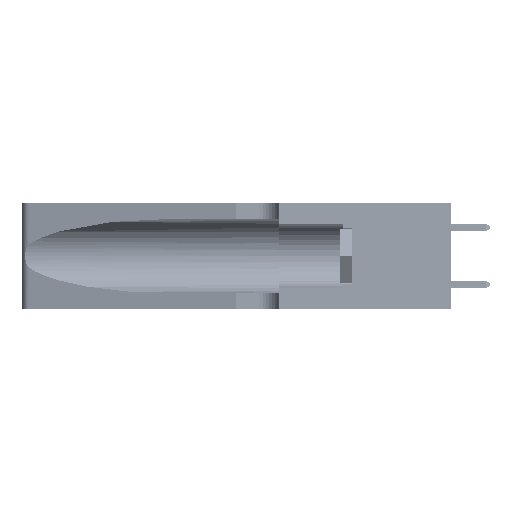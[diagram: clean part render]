
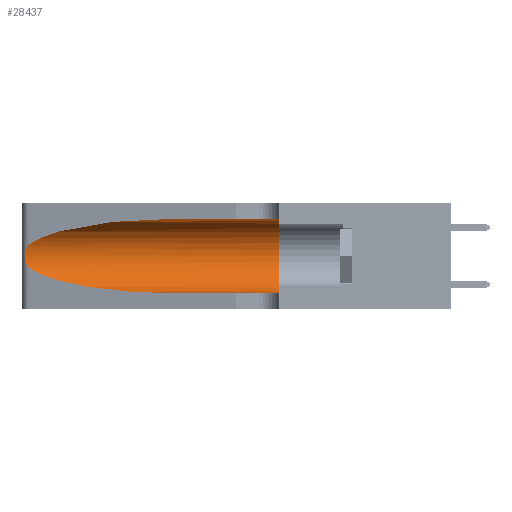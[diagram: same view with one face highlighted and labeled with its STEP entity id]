
A CAD part, left-side view. The second image highlights one B-rep face of the part: STEP entity #28437.
In plain terms, the highlighted cylindrical face has radius 3.308 mm (diameter 6.617 mm), a partial arc.
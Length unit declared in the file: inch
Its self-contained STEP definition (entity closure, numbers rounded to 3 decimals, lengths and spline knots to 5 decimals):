
#1389 = CARTESIAN_POINT ( 'NONE',  ( 0.26017, 1.23833, 0.17102 ) ) ;
#2687 = ORIENTED_EDGE ( 'NONE', *, *, #48623, .F. ) ;
#5535 = CARTESIAN_POINT ( 'NONE',  ( 0.25789, 1.23486, 0.15765 ) ) ;
#7313 = CARTESIAN_POINT ( 'NONE',  ( 0.25487, 1.22718, 0.14631 ) ) ;
#9655 = CARTESIAN_POINT ( 'NONE',  ( 0.25555, 1.22993, 0.14849 ) ) ;
#11425 = CARTESIAN_POINT ( 'NONE',  ( 0.1305, 0.72297, 0.31525 ) ) ;
#11587 = FACE_OUTER_BOUND ( 'NONE', #21897, .T. ) ;
#12411 = DIRECTION ( 'NONE',  ( 0., -1., 0. ) ) ;
#12762 = CARTESIAN_POINT ( 'NONE',  ( 0.1305, 0.35, 0.185 ) ) ;
#13570 = CARTESIAN_POINT ( 'NONE',  ( 0.25639, 1.23184, 0.21858 ) ) ;
#14468 = VECTOR ( 'NONE', #38506, 39.37008 ) ;
#15537 = CARTESIAN_POINT ( 'NONE',  ( 0.18966, 0.96281, 0.31525 ) ) ;
#16509 = DIRECTION ( 'NONE',  ( 0., 0., -1. ) ) ;
#16850 = DIRECTION ( 'NONE',  ( 0., 0., 1. ) ) ;
#17412 = EDGE_CURVE ( 'NONE', #42274, #19683, #30248, .T. ) ;
#17442 = CARTESIAN_POINT ( 'NONE',  ( 0.1305, 0.72297, 0.05475 ) ) ;
#17672 = CARTESIAN_POINT ( 'NONE',  ( 0.25787, 1.23484, 0.2124 ) ) ;
#19606 = CARTESIAN_POINT ( 'NONE',  ( 0.25487, 1.22718, 0.22369 ) ) ;
#19683 = VERTEX_POINT ( 'NONE', #7313 ) ;
#19984 = EDGE_CURVE ( 'NONE', #19683, #42453, #20849, .T. ) ;
#20407 = CARTESIAN_POINT ( 'NONE',  ( 0.1305, 1.61858, 0.185 ) ) ;
#20849 =( BOUNDED_CURVE ( )  B_SPLINE_CURVE ( 3, ( #49737, #29472, #41714, #17442 ),
 .UNSPECIFIED., .F., .T. ) 
 B_SPLINE_CURVE_WITH_KNOTS ( ( 4, 4 ),
 ( 3.44316, 4.71239 ),
 .UNSPECIFIED. ) 
 CURVE ( )  GEOMETRIC_REPRESENTATION_ITEM ( )  RATIONAL_B_SPLINE_CURVE ( ( 1., 0.87, 0.87, 1. ) ) 
 REPRESENTATION_ITEM ( '' )  );
#21739 = CARTESIAN_POINT ( 'NONE',  ( 0.26018, 1.23835, 0.19895 ) ) ;
#21897 = EDGE_LOOP ( 'NONE', ( #49581, #33342, #28520, #29921, #2687, #27732 ) ) ;
#21974 = VERTEX_POINT ( 'NONE', #33994 ) ;
#25513 = AXIS2_PLACEMENT_3D ( 'NONE', #20407, #12411, #16509 ) ;
#25785 = CARTESIAN_POINT ( 'NONE',  ( 0.26075, 1.23896, 0.178 ) ) ;
#26499 = LINE ( 'NONE', #34447, #14468 ) ;
#27732 = ORIENTED_EDGE ( 'NONE', *, *, #45830, .F. ) ;
#28437 = ADVANCED_FACE ( 'NONE', ( #11587 ), #30594, .F. ) ;
#28520 = ORIENTED_EDGE ( 'NONE', *, *, #19984, .T. ) ;
#28985 = VECTOR ( 'NONE', #50178, 39.37008 ) ;
#29472 = CARTESIAN_POINT ( 'NONE',  ( 0.2373, 1.15595, 0.08982 ) ) ;
#29867 = CARTESIAN_POINT ( 'NONE',  ( 0.25856, 1.23593, 0.16098 ) ) ;
#29921 = ORIENTED_EDGE ( 'NONE', *, *, #38912, .T. ) ;
#30245 = LINE ( 'NONE', #46072, #28985 ) ;
#30248 = B_SPLINE_CURVE_WITH_KNOTS ( 'NONE', 3,
 ( #41938, #37853, #13570, #17672, #46038, #21739, #50146, #25785, #1389, #29867, #5535, #33982, #9655, #38032 ),
 .UNSPECIFIED., .F., .F.,
 ( 4, 2, 2, 2, 2, 2, 4 ),
 ( 0., 0.00027, 0.00053, 0.00107, 0.0016, 0.00187, 0.00214 ),
 .UNSPECIFIED. ) ;
#30594 = CYLINDRICAL_SURFACE ( 'NONE', #25513, 0.13025 ) ;
#31236 = VERTEX_POINT ( 'NONE', #36467 ) ;
#31891 =( BOUNDED_CURVE ( )  B_SPLINE_CURVE ( 3, ( #11425, #15537, #43870, #19606 ),
 .UNSPECIFIED., .F., .T. ) 
 B_SPLINE_CURVE_WITH_KNOTS ( ( 4, 4 ),
 ( 1.5708, 2.84003 ),
 .UNSPECIFIED. ) 
 CURVE ( )  GEOMETRIC_REPRESENTATION_ITEM ( )  RATIONAL_B_SPLINE_CURVE ( ( 1., 0.87, 0.87, 1. ) ) 
 REPRESENTATION_ITEM ( '' )  );
#32601 = CARTESIAN_POINT ( 'NONE',  ( 0.25487, 1.22718, 0.22369 ) ) ;
#33342 = ORIENTED_EDGE ( 'NONE', *, *, #17412, .T. ) ;
#33439 = VERTEX_POINT ( 'NONE', #34320 ) ;
#33982 = CARTESIAN_POINT ( 'NONE',  ( 0.25639, 1.23186, 0.15144 ) ) ;
#33994 = CARTESIAN_POINT ( 'NONE',  ( 0.1305, 0.72297, 0.31525 ) ) ;
#34320 = CARTESIAN_POINT ( 'NONE',  ( 0.1305, 0.35, 0.31525 ) ) ;
#34447 = CARTESIAN_POINT ( 'NONE',  ( 0.1305, 1.61858, 0.31525 ) ) ;
#36467 = CARTESIAN_POINT ( 'NONE',  ( 0.1305, 0.35, 0.05475 ) ) ;
#37853 = CARTESIAN_POINT ( 'NONE',  ( 0.25555, 1.22994, 0.2215 ) ) ;
#38032 = CARTESIAN_POINT ( 'NONE',  ( 0.25487, 1.22718, 0.14631 ) ) ;
#38506 = DIRECTION ( 'NONE',  ( 0., -1., 0. ) ) ;
#38912 = EDGE_CURVE ( 'NONE', #42453, #31236, #30245, .T. ) ;
#41124 = DIRECTION ( 'NONE',  ( 0., 1., 0. ) ) ;
#41714 = CARTESIAN_POINT ( 'NONE',  ( 0.18966, 0.96281, 0.05475 ) ) ;
#41938 = CARTESIAN_POINT ( 'NONE',  ( 0.25487, 1.22718, 0.22369 ) ) ;
#42274 = VERTEX_POINT ( 'NONE', #32601 ) ;
#42453 = VERTEX_POINT ( 'NONE', #49981 ) ;
#43870 = CARTESIAN_POINT ( 'NONE',  ( 0.2373, 1.15595, 0.28018 ) ) ;
#45830 = EDGE_CURVE ( 'NONE', #21974, #33439, #26499, .T. ) ;
#46038 = CARTESIAN_POINT ( 'NONE',  ( 0.25854, 1.2359, 0.20912 ) ) ;
#46072 = CARTESIAN_POINT ( 'NONE',  ( 0.1305, 1.61858, 0.05475 ) ) ;
#48546 = AXIS2_PLACEMENT_3D ( 'NONE', #12762, #41124, #16850 ) ;
#48623 = EDGE_CURVE ( 'NONE', #33439, #31236, #49396, .T. ) ;
#49396 = CIRCLE ( 'NONE', #48546, 0.13025 ) ;
#49581 = ORIENTED_EDGE ( 'NONE', *, *, #52598, .T. ) ;
#49737 = CARTESIAN_POINT ( 'NONE',  ( 0.25487, 1.22718, 0.14631 ) ) ;
#49981 = CARTESIAN_POINT ( 'NONE',  ( 0.1305, 0.72297, 0.05475 ) ) ;
#50146 = CARTESIAN_POINT ( 'NONE',  ( 0.26075, 1.23896, 0.19203 ) ) ;
#50178 = DIRECTION ( 'NONE',  ( 0., -1., 0. ) ) ;
#52598 = EDGE_CURVE ( 'NONE', #21974, #42274, #31891, .T. ) ;
